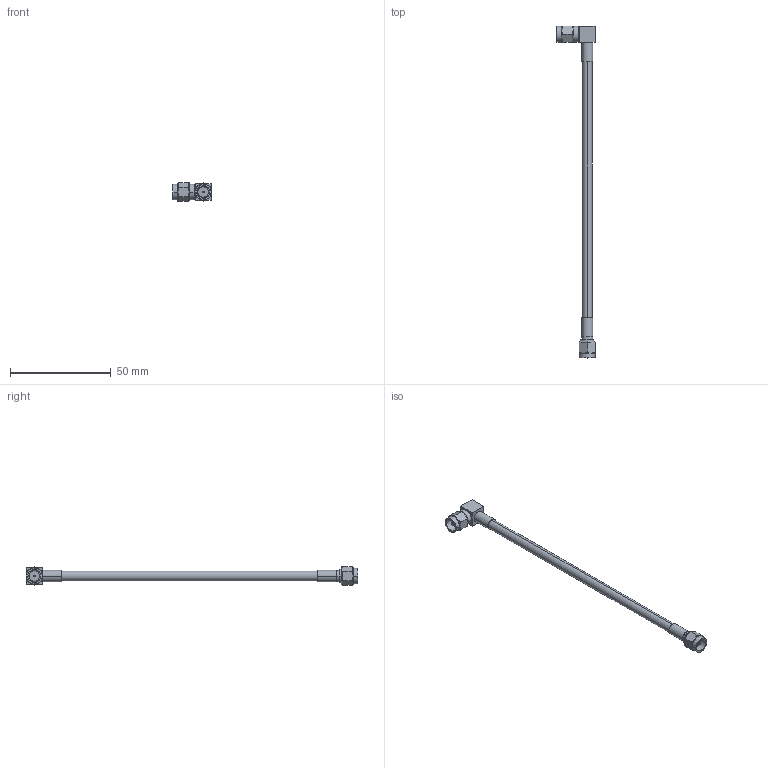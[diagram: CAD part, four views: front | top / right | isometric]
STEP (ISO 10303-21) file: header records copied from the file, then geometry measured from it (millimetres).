
FILE_DESCRIPTION (( 'STEP AP203' ), '1' );
FILE_NAME ('CCS58A-05HR.STEP', '2006-06-30T20:02:49', ( ' ' ), ( ' ' ), 'SwSTEP 2.0', 'SolidWorks 2005354', '' );
FILE_SCHEMA (( 'CONFIG_CONTROL_DESIGN' ));
Length unit declared in the file: inch
Products named in the file (4): CONN-901-9874; CCS58A-05HR; CONN-9001-9023-003; RG58C-PROD_5" long
Assembly tree (3 placements, depth 2):
  CCS58A-05HR
    CONN-9001-9023-003
    RG58C-PROD_5" long
    CONN-901-9874
Bounding box: 18.97 x 164.74 x 9.15 mm (x, y, z)
Volume: 4212.9 mm3; surface area: 3967.1 mm2
Topology: 3 solids, 3 shells, 152 faces, 332 edges, 200 vertices
Faces by surface type: cylinder 76, plane 54, bspline 18, torus 4
Entity records: 15444 total; most frequent: CARTESIAN_POINT 11742, DIRECTION 718, ORIENTED_EDGE 664, EDGE_CURVE 332, AXIS2_PLACEMENT_3D 288, VERTEX_POINT 200, EDGE_LOOP 166, FACE_OUTER_BOUND 152
